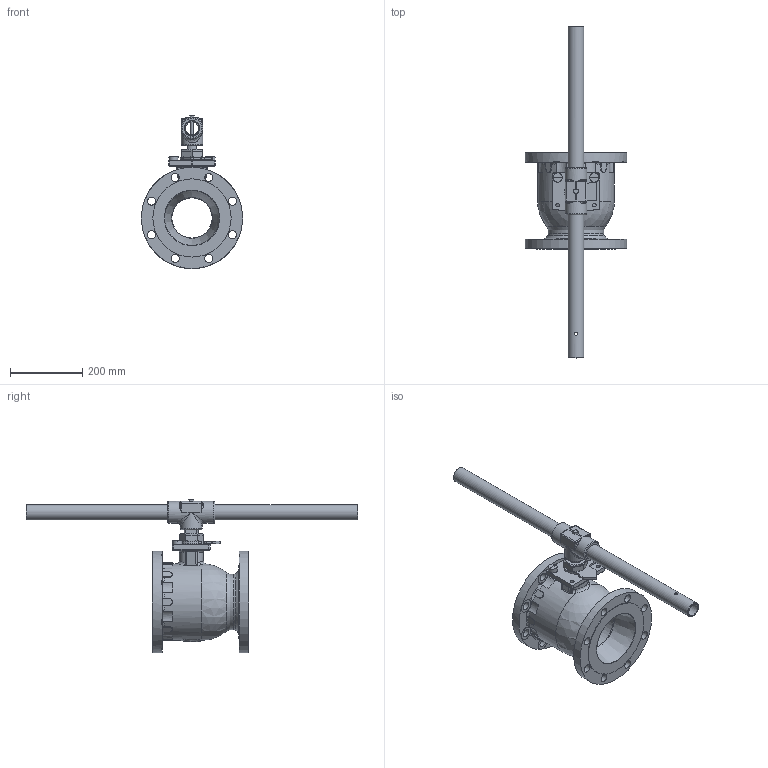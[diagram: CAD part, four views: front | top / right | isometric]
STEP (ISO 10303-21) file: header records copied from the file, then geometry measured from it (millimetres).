
FILE_DESCRIPTION((''),'2;1');
FILE_NAME('GA-F51-60-CL150-W-A-1.stp','2011-05-16T13:29:07',('jaday'),(''),'Autodesk Inventor 2009','Autodesk Inventor 2009','');
FILE_SCHEMA(('AUTOMOTIVE_DESIGN { 1 0 10303 214 1 1 1 1 }'));
Length unit declared in the file: millimetre
Products named in the file (9): GA-F51-60-CL150-W-A-1; GA-B05160-50100-A-1; GA-F51-60-STEM-BUILD-A-1; GA-51-60-041-A-1; GA-44-60-061-A-1; GA-51-60-031-A-1; GA-51-60-014-A-1; B00060-01026-A-1; M08-8-060-110-A-1
Assembly tree (9 placements, depth 2):
  GA-F51-60-CL150-W-A-1
    GA-B05160-50100-A-1
    GA-F51-60-STEM-BUILD-A-1
    GA-51-60-041-A-1
    GA-44-60-061-A-1
    GA-51-60-031-A-1  x2
    GA-51-60-014-A-1
    B00060-01026-A-1
    M08-8-060-110-A-1
Bounding box: 279.4 x 916 x 422.63 mm (x, y, z)
Volume: 7875828.1 mm3; surface area: 822141.8 mm2
Topology: 9 solids, 9 shells, 401 faces, 1018 edges, 628 vertices
Faces by surface type: plane 153, cylinder 141, bspline 62, cone 29, sphere 11, torus 5
Full cylindrical faces by diameter (mm): 8 x1, 9 x5, 9.325 x2, 12 x2, 22.2 x16, 25.36 x2, 35.5 x1, 42.5 x1, 43.5 x1, 46.8 x1, 46.89 x1, 60 x3, 111.125 x1, 212 x1, 215.899 x2, 279.399 x2
Entity records: 19085 total; most frequent: CARTESIAN_POINT 10076, ORIENTED_EDGE 1798, DIRECTION 1771, EDGE_CURVE 899, AXIS2_PLACEMENT_3D 721, VERTEX_POINT 597, EDGE_LOOP 526, FACE_OUTER_BOUND 390
